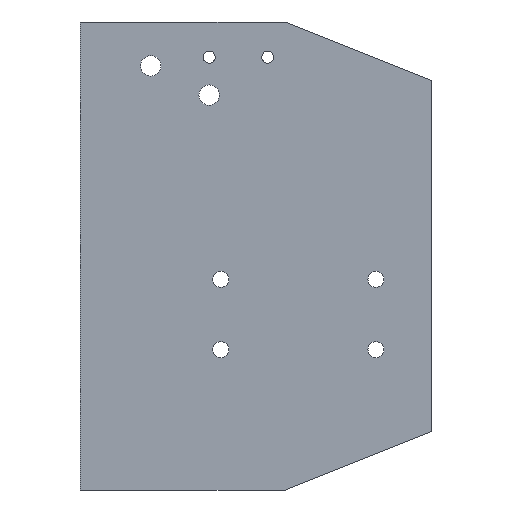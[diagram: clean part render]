
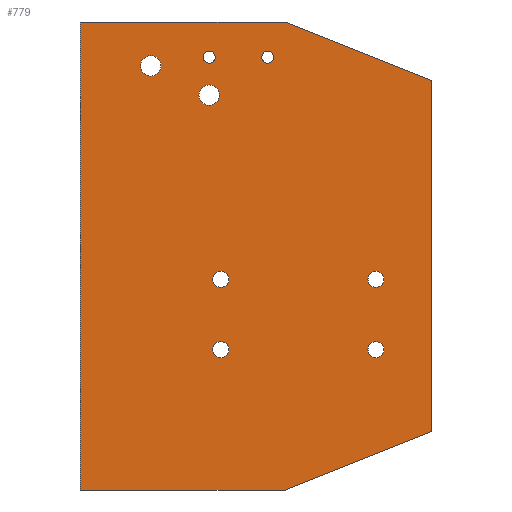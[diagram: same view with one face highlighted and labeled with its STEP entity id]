
A CAD part, front view. The second image highlights one B-rep face of the part: STEP entity #779.
In plain terms, the highlighted planar face has unit normal (0, -1, 0).
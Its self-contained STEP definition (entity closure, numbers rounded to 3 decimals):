
#31=FACE_BOUND('',#176,.T.);
#32=FACE_BOUND('',#177,.T.);
#33=FACE_BOUND('',#178,.T.);
#34=FACE_BOUND('',#179,.T.);
#35=FACE_BOUND('',#180,.T.);
#36=FACE_BOUND('',#181,.T.);
#37=FACE_BOUND('',#182,.T.);
#38=FACE_BOUND('',#183,.T.);
#45=PLANE('',#900);
#117=FACE_OUTER_BOUND('',#175,.T.);
#175=EDGE_LOOP('',(#697,#698,#699,#700,#701,#702));
#176=EDGE_LOOP('',(#703));
#177=EDGE_LOOP('',(#704));
#178=EDGE_LOOP('',(#705));
#179=EDGE_LOOP('',(#706));
#180=EDGE_LOOP('',(#707));
#181=EDGE_LOOP('',(#708));
#182=EDGE_LOOP('',(#709));
#183=EDGE_LOOP('',(#710));
#203=LINE('',#1386,#249);
#207=LINE('',#1393,#253);
#213=LINE('',#1411,#259);
#215=LINE('',#1415,#261);
#229=LINE('',#1467,#275);
#230=LINE('',#1469,#276);
#249=VECTOR('',#1056,10.);
#253=VECTOR('',#1062,10.);
#259=VECTOR('',#1078,10.);
#261=VECTOR('',#1082,10.);
#275=VECTOR('',#1140,10.);
#276=VECTOR('',#1143,10.);
#277=CIRCLE('',#805,2.067);
#279=CIRCLE('',#808,2.75);
#281=CIRCLE('',#811,2.75);
#283=CIRCLE('',#814,2.75);
#285=CIRCLE('',#817,2.75);
#287=CIRCLE('',#820,2.067);
#297=CIRCLE('',#845,3.5);
#305=CIRCLE('',#867,3.5);
#319=VERTEX_POINT('',#1148);
#321=VERTEX_POINT('',#1154);
#323=VERTEX_POINT('',#1160);
#325=VERTEX_POINT('',#1166);
#327=VERTEX_POINT('',#1172);
#329=VERTEX_POINT('',#1178);
#345=VERTEX_POINT('',#1278);
#359=VERTEX_POINT('',#1372);
#363=VERTEX_POINT('',#1383);
#364=VERTEX_POINT('',#1385);
#366=VERTEX_POINT('',#1391);
#373=VERTEX_POINT('',#1409);
#374=VERTEX_POINT('',#1413);
#390=VERTEX_POINT('',#1465);
#391=EDGE_CURVE('',#319,#319,#277,.T.);
#394=EDGE_CURVE('',#321,#321,#279,.T.);
#397=EDGE_CURVE('',#323,#323,#281,.T.);
#400=EDGE_CURVE('',#325,#325,#283,.T.);
#403=EDGE_CURVE('',#327,#327,#285,.T.);
#406=EDGE_CURVE('',#329,#329,#287,.T.);
#432=EDGE_CURVE('',#345,#345,#297,.T.);
#454=EDGE_CURVE('',#359,#359,#305,.T.);
#459=EDGE_CURVE('',#363,#364,#203,.T.);
#463=EDGE_CURVE('',#363,#366,#207,.T.);
#472=EDGE_CURVE('',#373,#366,#213,.T.);
#474=EDGE_CURVE('',#374,#373,#215,.T.);
#497=EDGE_CURVE('',#390,#374,#229,.T.);
#498=EDGE_CURVE('',#390,#364,#230,.T.);
#697=ORIENTED_EDGE('',*,*,#459,.F.);
#698=ORIENTED_EDGE('',*,*,#463,.T.);
#699=ORIENTED_EDGE('',*,*,#472,.F.);
#700=ORIENTED_EDGE('',*,*,#474,.F.);
#701=ORIENTED_EDGE('',*,*,#497,.F.);
#702=ORIENTED_EDGE('',*,*,#498,.T.);
#703=ORIENTED_EDGE('',*,*,#391,.T.);
#704=ORIENTED_EDGE('',*,*,#394,.T.);
#705=ORIENTED_EDGE('',*,*,#397,.T.);
#706=ORIENTED_EDGE('',*,*,#400,.T.);
#707=ORIENTED_EDGE('',*,*,#403,.T.);
#708=ORIENTED_EDGE('',*,*,#406,.T.);
#709=ORIENTED_EDGE('',*,*,#432,.T.);
#710=ORIENTED_EDGE('',*,*,#454,.T.);
#779=ADVANCED_FACE('',(#117,#31,#32,#33,#34,#35,#36,#37,#38),#45,.T.);
#805=AXIS2_PLACEMENT_3D('',#1149,#906,#907);
#808=AXIS2_PLACEMENT_3D('',#1155,#913,#914);
#811=AXIS2_PLACEMENT_3D('',#1161,#920,#921);
#814=AXIS2_PLACEMENT_3D('',#1167,#927,#928);
#817=AXIS2_PLACEMENT_3D('',#1173,#934,#935);
#820=AXIS2_PLACEMENT_3D('',#1179,#941,#942);
#845=AXIS2_PLACEMENT_3D('',#1280,#997,#998);
#867=AXIS2_PLACEMENT_3D('',#1374,#1045,#1046);
#900=AXIS2_PLACEMENT_3D('',#1468,#1141,#1142);
#906=DIRECTION('center_axis',(0.,1.,0.));
#907=DIRECTION('ref_axis',(1.,0.,0.));
#913=DIRECTION('center_axis',(0.,1.,0.));
#914=DIRECTION('ref_axis',(1.,0.,0.));
#920=DIRECTION('center_axis',(0.,1.,0.));
#921=DIRECTION('ref_axis',(1.,0.,0.));
#927=DIRECTION('center_axis',(0.,1.,0.));
#928=DIRECTION('ref_axis',(1.,0.,0.));
#934=DIRECTION('center_axis',(0.,1.,0.));
#935=DIRECTION('ref_axis',(1.,0.,0.));
#941=DIRECTION('center_axis',(0.,1.,0.));
#942=DIRECTION('ref_axis',(1.,0.,0.));
#997=DIRECTION('center_axis',(0.,1.,0.));
#998=DIRECTION('ref_axis',(1.,0.,0.));
#1045=DIRECTION('center_axis',(0.,1.,0.));
#1046=DIRECTION('ref_axis',(1.,0.,0.));
#1056=DIRECTION('',(-0.928,0.,-0.371));
#1062=DIRECTION('',(0.,0.,1.));
#1078=DIRECTION('',(0.928,0.,-0.371));
#1082=DIRECTION('',(1.,0.,0.));
#1140=DIRECTION('',(0.,0.,1.));
#1141=DIRECTION('center_axis',(0.,-1.,0.));
#1142=DIRECTION('ref_axis',(1.,0.,0.));
#1143=DIRECTION('',(1.,0.,0.));
#1148=CARTESIAN_POINT('',(41.933,0.,148.));
#1149=CARTESIAN_POINT('Origin',(44.,0.,148.));
#1154=CARTESIAN_POINT('',(98.25,0.,72.));
#1155=CARTESIAN_POINT('Origin',(101.,0.,72.));
#1160=CARTESIAN_POINT('',(45.25,0.,72.));
#1161=CARTESIAN_POINT('Origin',(48.,0.,72.));
#1166=CARTESIAN_POINT('',(45.25,0.,48.));
#1167=CARTESIAN_POINT('Origin',(48.,0.,48.));
#1172=CARTESIAN_POINT('',(98.25,0.,48.));
#1173=CARTESIAN_POINT('Origin',(101.,0.,48.));
#1178=CARTESIAN_POINT('',(61.933,0.,148.));
#1179=CARTESIAN_POINT('Origin',(64.,0.,148.));
#1278=CARTESIAN_POINT('',(40.5,0.,135.));
#1280=CARTESIAN_POINT('Origin',(44.,0.,135.));
#1372=CARTESIAN_POINT('',(20.5,0.,145.));
#1374=CARTESIAN_POINT('Origin',(24.,0.,145.));
#1383=CARTESIAN_POINT('',(120.,0.,20.));
#1385=CARTESIAN_POINT('',(70.,0.,0.));
#1386=CARTESIAN_POINT('',(52.328,0.,-7.069));
#1391=CARTESIAN_POINT('',(120.,0.,140.));
#1393=CARTESIAN_POINT('',(120.,0.,0.));
#1409=CARTESIAN_POINT('',(70.,0.,160.));
#1411=CARTESIAN_POINT('',(79.914,0.,156.034));
#1413=CARTESIAN_POINT('',(0.,0.,160.));
#1415=CARTESIAN_POINT('',(0.,0.,160.));
#1465=CARTESIAN_POINT('',(0.,0.,0.));
#1467=CARTESIAN_POINT('',(0.,0.,0.));
#1468=CARTESIAN_POINT('Origin',(0.,0.,0.));
#1469=CARTESIAN_POINT('',(0.,0.,0.));
